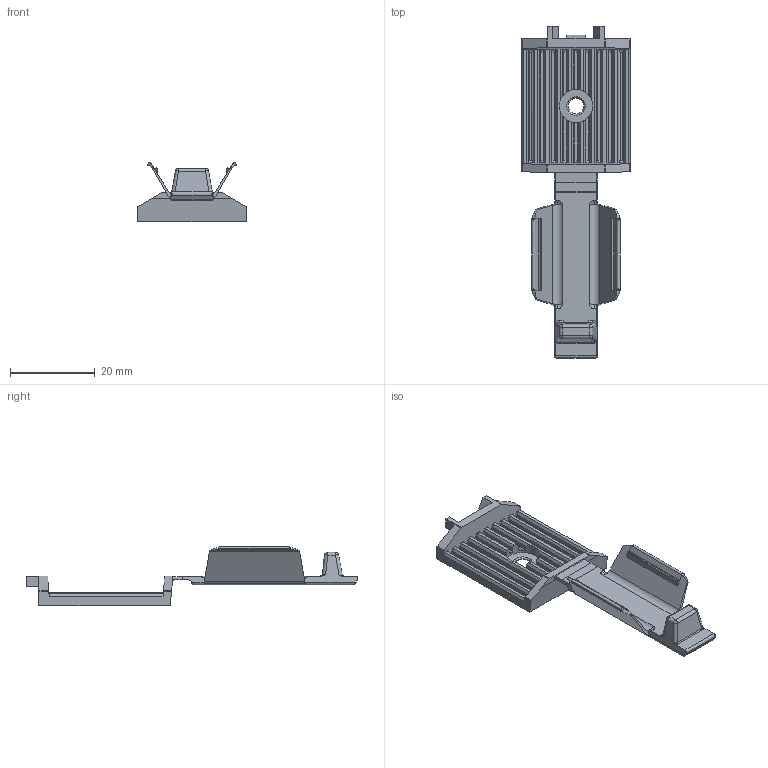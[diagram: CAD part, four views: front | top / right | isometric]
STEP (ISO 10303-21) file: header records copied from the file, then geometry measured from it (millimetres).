
FILE_DESCRIPTION(/* description */ (''),/* implementation_level */ '2;1');
FILE_NAME(/* name */ 'PANDUIT_FCM1',/* time_stamp */ '2010-12-16T15:08:22-06:00',/* author */ (''),/* organization */ (''),/* preprocessor_version */ 'ST-DEVELOPER v9',/* originating_system */ 'UGS - NX 3.0',/* authorisation */ '');
FILE_SCHEMA (('CONFIG_CONTROL_DESIGN'));
Length unit declared in the file: inch
Products named in the file (1): bwg3C76jh8d
Bounding box: 25.65 x 78.55 x 13.97 mm (x, y, z)
Volume: 3187.5 mm3; surface area: 5019.9 mm2
Topology: 2 solids, 2 shells, 448 faces, 1177 edges, 728 vertices
Faces by surface type: cylinder 182, plane 181, bspline 40, torus 36, sphere 8, cone 1
Full cylindrical faces by diameter (mm): 3.708 x1, 7.938 x1
Entity records: 15561 total; most frequent: CARTESIAN_POINT 4514, ORIENTED_EDGE 2336, DIRECTION 2320, EDGE_CURVE 1168, AXIS2_PLACEMENT_3D 849, VERTEX_POINT 726, LINE 622, VECTOR 622
